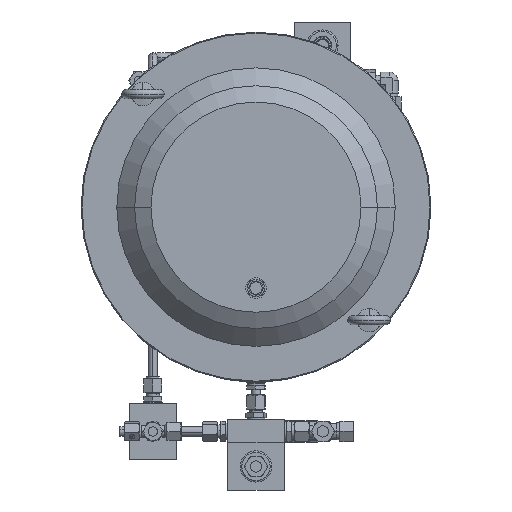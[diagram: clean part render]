
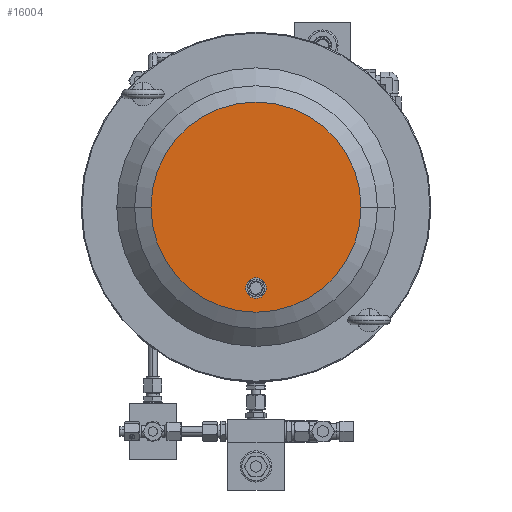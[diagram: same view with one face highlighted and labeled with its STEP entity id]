
A CAD part, front view. The second image highlights one B-rep face of the part: STEP entity #16004.
In plain terms, the highlighted planar face has unit normal (0, -1, 0).
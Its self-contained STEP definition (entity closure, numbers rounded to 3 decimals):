
#2963 = CARTESIAN_POINT ( 'NONE',  ( 0., -305., 0. ) ) ;
#4101 = EDGE_LOOP ( 'NONE', ( #72453, #84224 ) ) ;
#4273 = CARTESIAN_POINT ( 'NONE',  ( 0., -305., 111.679 ) ) ;
#4459 = VERTEX_POINT ( 'NONE', #32503 ) ;
#10059 = DIRECTION ( 'NONE',  ( 1., 0., 0. ) ) ;
#13298 = CARTESIAN_POINT ( 'NONE',  ( 0., -305., -86. ) ) ;
#14717 = AXIS2_PLACEMENT_3D ( 'NONE', #69567, #27179, #76668 ) ;
#16004 = ADVANCED_FACE ( 'Defeature ausgef�hrt1_182', ( #35687, #56740 ), #67946, .F. ) ;
#20391 = DIRECTION ( 'NONE',  ( -1., 0., 0. ) ) ;
#21913 = VERTEX_POINT ( 'NONE', #59066 ) ;
#23742 = CARTESIAN_POINT ( 'NONE',  ( 0., -305., 0. ) ) ;
#26141 = CARTESIAN_POINT ( 'NONE',  ( 111.679, -305., 0. ) ) ;
#27179 = DIRECTION ( 'NONE',  ( 0., -1., 0. ) ) ;
#30633 = EDGE_LOOP ( 'NONE', ( #80375, #70255 ) ) ;
#30854 = DIRECTION ( 'NONE',  ( 1., 0., 0. ) ) ;
#32503 = CARTESIAN_POINT ( 'NONE',  ( -11., -305., -86. ) ) ;
#32650 = DIRECTION ( 'NONE',  ( -1., 0., 0. ) ) ;
#35687 = FACE_OUTER_BOUND ( 'NONE', #4101, .T. ) ;
#38045 = VERTEX_POINT ( 'NONE', #26141 ) ;
#41518 = EDGE_CURVE ( 'Defeature ausgef�hrt1_983+Defeature ausgef�hrt1_182+Defeature ausgef�hrt1_182+Defeature ausgef�hrt1_182', #82188, #4459, #49990, .T. ) ;
#41729 = AXIS2_PLACEMENT_3D ( 'NONE', #23742, #73240, #30854 ) ;
#44881 = CIRCLE ( 'NONE', #41729, 111.679 ) ;
#49067 = AXIS2_PLACEMENT_3D ( 'NONE', #13298, #62726, #20391 ) ;
#49990 = CIRCLE ( 'NONE', #14717, 11. ) ;
#51697 = EDGE_CURVE ( 'Defeature ausgef�hrt1_182+Defeature ausgef�hrt1_187+Defeature ausgef�hrt1_187+Defeature ausgef�hrt1_187', #21913, #38045, #44881, .T. ) ;
#52386 = DIRECTION ( 'NONE',  ( 0., -1., 0. ) ) ;
#53845 = EDGE_CURVE ( 'Defeature ausgef�hrt1_182+Defeature ausgef�hrt1_187+Defeature ausgef�hrt1_187+Defeature ausgef�hrt1_187', #38045, #21913, #70779, .T. ) ;
#54150 = EDGE_CURVE ( 'Defeature ausgef�hrt1_983+Defeature ausgef�hrt1_182+Defeature ausgef�hrt1_182+Defeature ausgef�hrt1_182', #4459, #82188, #77365, .T. ) ;
#55341 = CARTESIAN_POINT ( 'NONE',  ( 11., -305., -86. ) ) ;
#56740 = FACE_BOUND ( 'NONE', #30633, .T. ) ;
#59066 = CARTESIAN_POINT ( 'NONE',  ( -111.679, -305., 0. ) ) ;
#62726 = DIRECTION ( 'NONE',  ( 0., -1., 0. ) ) ;
#67946 = PLANE ( 'NONE',  #83220 ) ;
#69567 = CARTESIAN_POINT ( 'NONE',  ( 0., -305., -86. ) ) ;
#70255 = ORIENTED_EDGE ( 'NONE', *, *, #41518, .F. ) ;
#70779 = CIRCLE ( 'NONE', #81041, 111.679 ) ;
#72453 = ORIENTED_EDGE ( 'NONE', *, *, #51697, .T. ) ;
#73240 = DIRECTION ( 'NONE',  ( 0., -1., 0. ) ) ;
#75072 = DIRECTION ( 'NONE',  ( 0., 1., 0. ) ) ;
#76668 = DIRECTION ( 'NONE',  ( -1., 0., 0. ) ) ;
#77365 = CIRCLE ( 'NONE', #49067, 11. ) ;
#80375 = ORIENTED_EDGE ( 'NONE', *, *, #54150, .F. ) ;
#81041 = AXIS2_PLACEMENT_3D ( 'NONE', #2963, #52386, #10059 ) ;
#82188 = VERTEX_POINT ( 'NONE', #55341 ) ;
#83220 = AXIS2_PLACEMENT_3D ( 'NONE', #4273, #75072, #32650 ) ;
#84224 = ORIENTED_EDGE ( 'NONE', *, *, #53845, .T. ) ;
